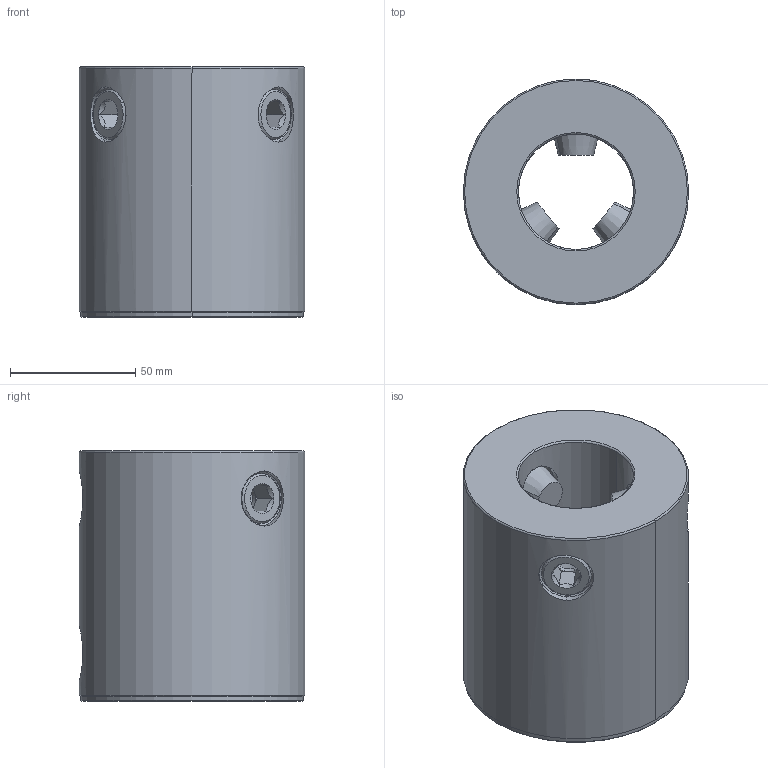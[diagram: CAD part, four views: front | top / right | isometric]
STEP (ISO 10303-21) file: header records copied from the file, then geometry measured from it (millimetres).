
FILE_DESCRIPTION(('no description'),'unknown implementation level');
FILE_NAME('433DAD48-1A2A-47CF-BBD8-676259B84087_export.stp',' ',('CIMSOURCE GmbH'),('CADClick - KiM GmbH - www.kimweb.de'),'unknown preprocess','ACIS','unknown authorization');
FILE_SCHEMA(('automotive_design'));
Length unit declared in the file: millimetre
Products named in the file (5): 331.870N Kaiser R CKN7 X CK7B X 100B AL|690.437 Kaiser ETL M20 X 29 CK7;Schnitt-Linear austragen1; 331.870N Kaiser R CKN7 X CK7B X 100B AL|331.870N Kaiser R CKN7xCK7Bx100B AL;Kombinieren1
Bounding box: 90 x 90 x 100 mm (x, y, z)
Volume: 465535.1 mm3; surface area: 65462.3 mm2
Topology: 5 solids, 5 shells, 188 faces, 421 edges, 236 vertices
Faces by surface type: plane 68, cone 60, cylinder 52, torus 8
Entity records: 11114 total; most frequent: CARTESIAN_POINT 2100, DIRECTION 921, STYLED_ITEM 842, PRESENTATION_STYLE_ASSIGNMENT 842, COLOUR_RGB 842, ORIENTED_EDGE 826, EDGE_CURVE 413, CURVE_STYLE 413
